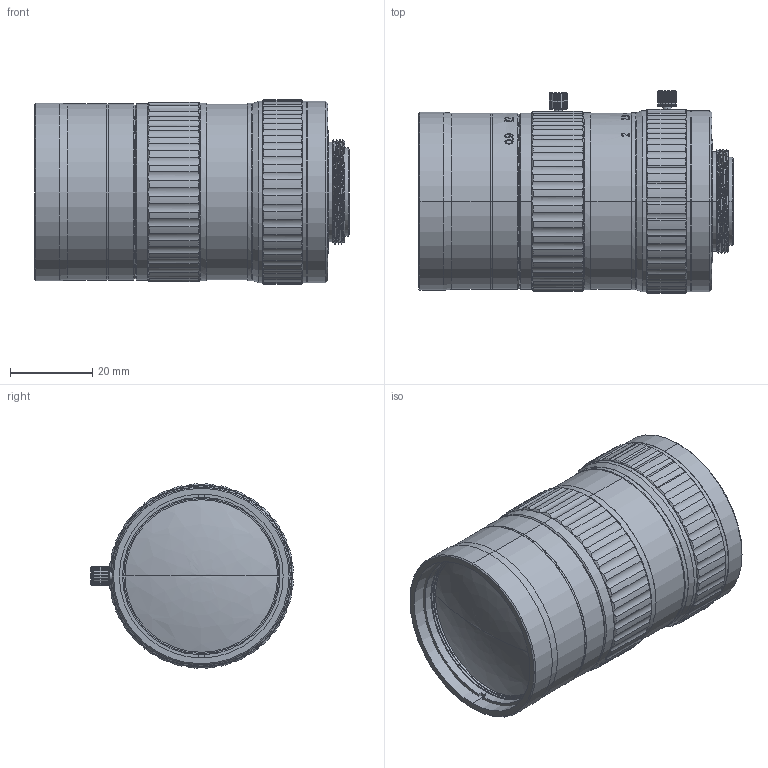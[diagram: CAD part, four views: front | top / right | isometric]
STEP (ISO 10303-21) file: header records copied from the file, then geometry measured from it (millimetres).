
FILE_DESCRIPTION (( 'STEP AP203' ), '1' );
FILE_NAME ('600013.STEP', '2021-08-06T07:02:11', ( '' ), ( '' ), 'SwSTEP 2.0', 'SolidWorks 2020', '' );
FILE_SCHEMA (( 'CONFIG_CONTROL_DESIGN' ));
Products named in the file (1): 600013
Bounding box: 76.7 x 49.48 x 44.96 mm (x, y, z)
Surface area: 26611.4 mm2 (no closed solid volume)
Topology: 0 solids, 6 shells, 1288 faces, 3602 edges, 2400 vertices
Faces by surface type: bspline 489, plane 402, cylinder 346, cone 51
Entity records: 56661 total; most frequent: CARTESIAN_POINT 27015, ORIENTED_EDGE 7192, DIRECTION 4475, EDGE_CURVE 3598, VERTEX_POINT 2400, AXIS2_PLACEMENT_3D 1503, VECTOR 1469, LINE 1469
